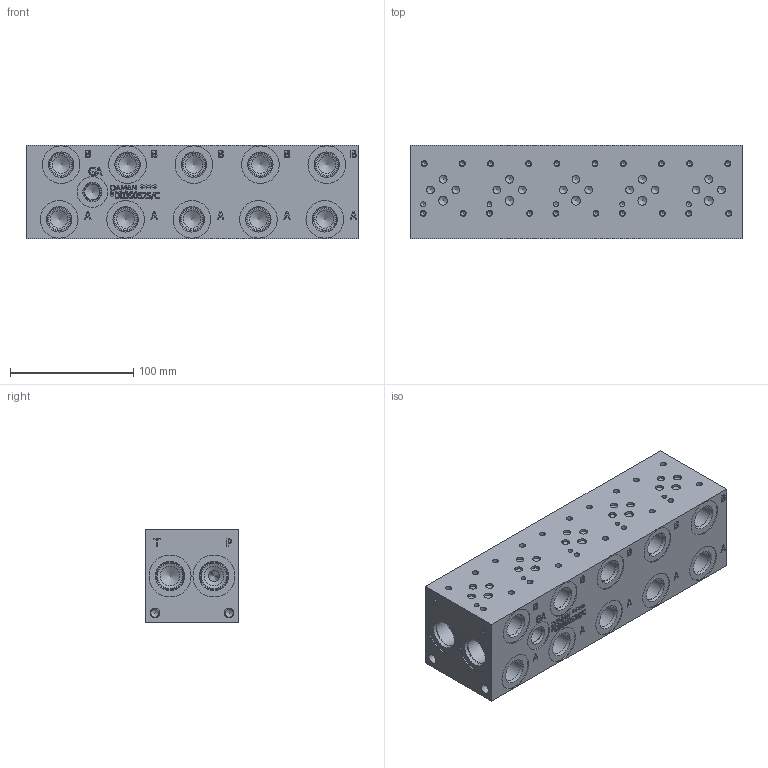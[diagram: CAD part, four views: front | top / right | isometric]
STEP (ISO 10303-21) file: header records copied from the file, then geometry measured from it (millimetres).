
FILE_DESCRIPTION(/* description */ (''),/* implementation_level */ '2;1');
FILE_NAME(/* name */ '_D03S052S_C.stp',/* time_stamp */ '2020-04-15T09:44:14-04:00',/* author */ ('alexanderw'),/* organization */ (''),/* preprocessor_version */ 'ST-DEVELOPER v17',/* originating_system */ 'Autodesk Inventor 2019',/* authorisation */ '');
FILE_SCHEMA (('AUTOMOTIVE_DESIGN { 1 0 10303 214 3 1 1 }'));
Length unit declared in the file: millimetre
Products named in the file (1): Part_AD03S052S~C_3D
Bounding box: 269.88 x 76.2 x 76.2 mm (x, y, z)
Volume: 1433468.1 mm3; surface area: 126985.8 mm2
Topology: 1 solids, 1 shells, 966 faces, 2644 edges, 1796 vertices
Faces by surface type: plane 461, bspline 231, cylinder 157, cone 117
Full cylindrical faces by diameter (mm): 3.785 x20, 3.962 x5, 4.826 x20, 6.35 x15, 6.528 x4, 7.137 x5, 7.925 x4, 12.294 x1, 12.9 x1, 14.275 x1, 14.29 x1, 14.3 x10, 14.529 x1, 15.875 x4, 15.9 x1, 17.501 x10, 19.05 x10, 19.253 x10, 20.447 x4, 20.62 x1, 22.225 x3, 22.23 x2, 22.54 x1, 22.555 x4, 23.901 x3, 25.019 x1, 30.16 x1, 30.632 x10, 34.138 x4
Entity records: 32358 total; most frequent: CARTESIAN_POINT 8345, ORIENTED_EDGE 5158, DIRECTION 4172, EDGE_CURVE 2579, VERTEX_POINT 1796, LINE 1534, VECTOR 1534, AXIS2_PLACEMENT_3D 1319
